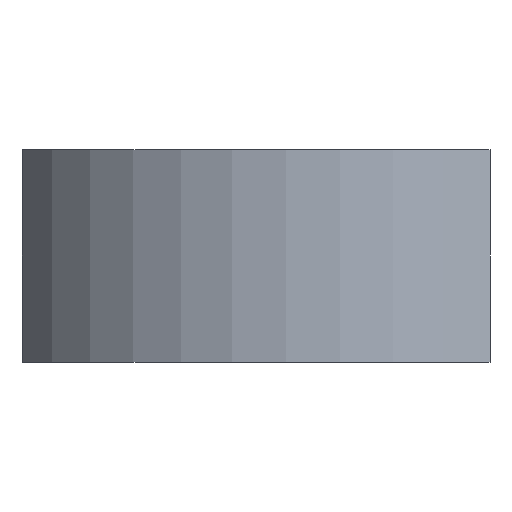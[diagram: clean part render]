
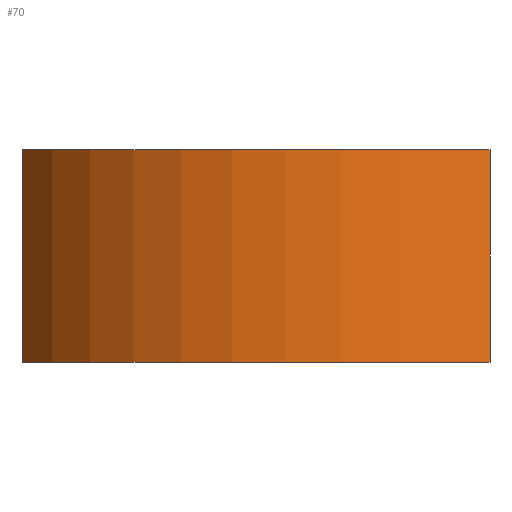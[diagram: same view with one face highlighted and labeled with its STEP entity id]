
A CAD part, left-side view. The second image highlights one B-rep face of the part: STEP entity #70.
In plain terms, the highlighted cylindrical face has radius 23 mm (diameter 46 mm), a partial arc.
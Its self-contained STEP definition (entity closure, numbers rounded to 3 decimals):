
#70 = ADVANCED_FACE( '', ( #160 ), #161, .T. );
#160 = FACE_OUTER_BOUND( '', #271, .T. );
#161 = CYLINDRICAL_SURFACE( '', #272, 23. );
#271 = EDGE_LOOP( '', ( #409, #410, #411, #412 ) );
#272 = AXIS2_PLACEMENT_3D( '', #413, #414, #415 );
#409 = ORIENTED_EDGE( '', *, *, #591, .T. );
#410 = ORIENTED_EDGE( '', *, *, #592, .F. );
#411 = ORIENTED_EDGE( '', *, *, #561, .F. );
#412 = ORIENTED_EDGE( '', *, *, #583, .T. );
#413 = CARTESIAN_POINT( '', ( 0., 0., 7.5 ) );
#414 = DIRECTION( '', ( 0., 0., 1. ) );
#415 = DIRECTION( '', ( -1., 0., 0. ) );
#561 = EDGE_CURVE( '', #644, #646, #647, .T. );
#583 = EDGE_CURVE( '', #644, #683, #685, .T. );
#591 = EDGE_CURVE( '', #683, #695, #696, .T. );
#592 = EDGE_CURVE( '', #646, #695, #697, .T. );
#644 = VERTEX_POINT( '', #762 );
#646 = VERTEX_POINT( '', #765 );
#647 = CIRCLE( '', #766, 23. );
#683 = VERTEX_POINT( '', #840 );
#685 = LINE( '', #843, #844 );
#695 = VERTEX_POINT( '', #858 );
#696 = CIRCLE( '', #859, 23. );
#697 = LINE( '', #860, #861 );
#762 = CARTESIAN_POINT( '', ( -11.358, 20., 7.5 ) );
#765 = CARTESIAN_POINT( '', ( -18.974, -13., 7.5 ) );
#766 = AXIS2_PLACEMENT_3D( '', #970, #971, #972 );
#840 = CARTESIAN_POINT( '', ( -11.358, 20., -7.5 ) );
#843 = CARTESIAN_POINT( '', ( -11.358, 20., 7.5 ) );
#844 = VECTOR( '', #1002, 1000. );
#858 = CARTESIAN_POINT( '', ( -18.974, -13., -7.5 ) );
#859 = AXIS2_PLACEMENT_3D( '', #1007, #1008, #1009 );
#860 = CARTESIAN_POINT( '', ( -18.974, -13., 7.5 ) );
#861 = VECTOR( '', #1010, 1000. );
#970 = CARTESIAN_POINT( '', ( 0., 0., 7.5 ) );
#971 = DIRECTION( '', ( 0., 0., 1. ) );
#972 = DIRECTION( '', ( 1., 0., 0. ) );
#1002 = DIRECTION( '', ( 0., 0., -1. ) );
#1007 = CARTESIAN_POINT( '', ( 0., 0., -7.5 ) );
#1008 = DIRECTION( '', ( 0., 0., 1. ) );
#1009 = DIRECTION( '', ( 1., 0., 0. ) );
#1010 = DIRECTION( '', ( 0., 0., -1. ) );
